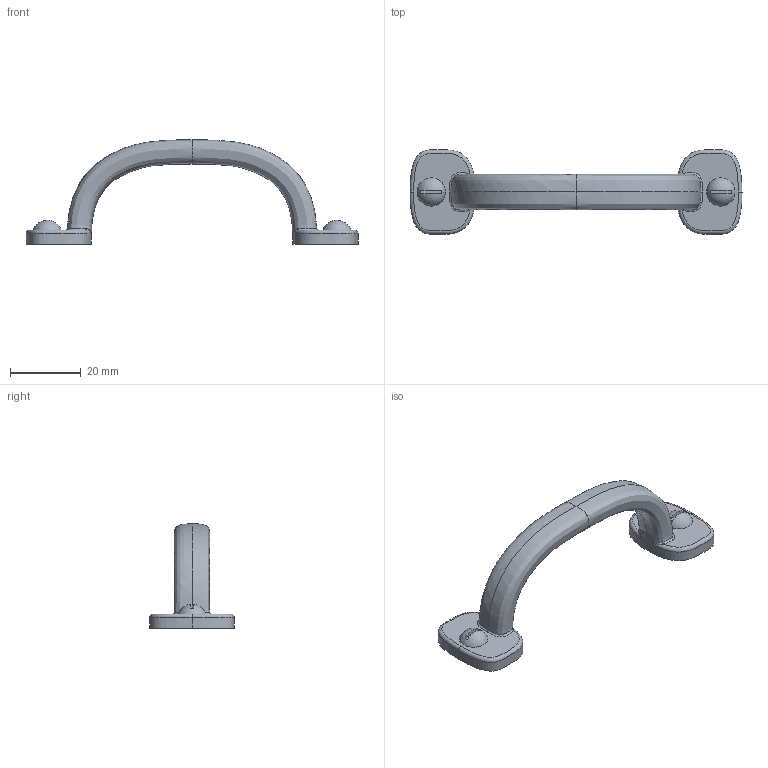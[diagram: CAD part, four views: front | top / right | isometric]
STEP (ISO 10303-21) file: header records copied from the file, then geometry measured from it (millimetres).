
FILE_DESCRIPTION(/* description */ ('HOOPS Exchange Step'),/* implementation_level */ '2;1');
FILE_NAME(/* name */ '0506_64_00.stp',/* time_stamp */ '2023-01-31T08:35:30+01:00',/* author */ ('jferrer'),/* organization */ ('Shapr3D Limited'),/* preprocessor_version */ 'ST-DEVELOPER v18.1',/* originating_system */ 'Autodesk Inventor 2022',/* authorisation */ 'Authorized');
FILE_SCHEMA (('CONFIG_CONTROL_DESIGN'));
Length unit declared in the file: millimetre
Products named in the file (1): 0506_64_00
Bounding box: 93.8 x 23.97 x 29.5 mm (x, y, z)
Volume: 8411 mm3; surface area: 4799.4 mm2
Topology: 1 solids, 1 shells, 516 faces, 1427 edges, 946 vertices
Faces by surface type: plane 473, bspline 20, cylinder 17, cone 4, sphere 2
Full cylindrical faces by diameter (mm): 1.572 x1, 1.829 x1, 3.242 x2
Entity records: 22420 total; most frequent: CARTESIAN_POINT 9273, ORIENTED_EDGE 2846, DIRECTION 2439, EDGE_CURVE 1423, LINE 1325, VECTOR 1325, VERTEX_POINT 946, AXIS2_PLACEMENT_3D 557
